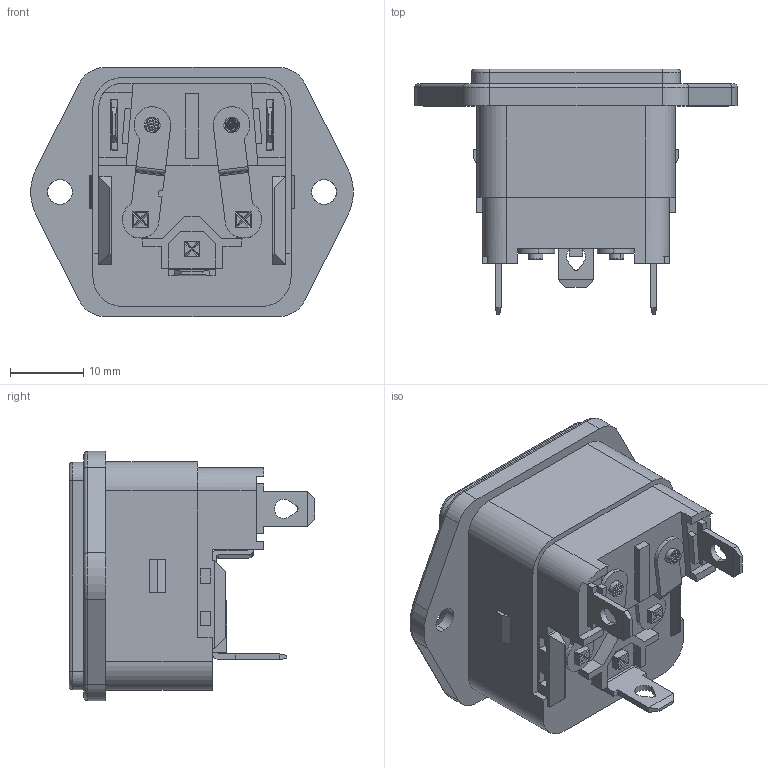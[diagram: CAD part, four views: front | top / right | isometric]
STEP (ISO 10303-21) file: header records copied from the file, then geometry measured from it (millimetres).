
FILE_DESCRIPTION (( 'STEP AP214' ), '1' );
FILE_NAME ('719W.STEP', '2014-08-04T02:38:38', ( 'USER' ), ( 'NONE' ), 'SwSTEP 2.0', 'SolidWorks 2010', '' );
FILE_SCHEMA (( 'AUTOMOTIVE_DESIGN' ));
Length unit declared in the file: millimetre
Products named in the file (1): 719W
Bounding box: 44 x 33.5 x 34 mm (x, y, z)
Volume: 10499.8 mm3; surface area: 13727.1 mm2
Topology: 13 solids, 13 shells, 1345 faces, 3394 edges, 2121 vertices
Faces by surface type: plane 967, cylinder 227, bspline 105, torus 42, cone 4
Entity records: 62267 total; most frequent: CARTESIAN_POINT 15876, ORIENTED_EDGE 6788, DIRECTION 5988, EDGE_CURVE 3394, VECTOR 2582, LINE 2582, VERTEX_POINT 2121, AXIS2_PLACEMENT_3D 1703
